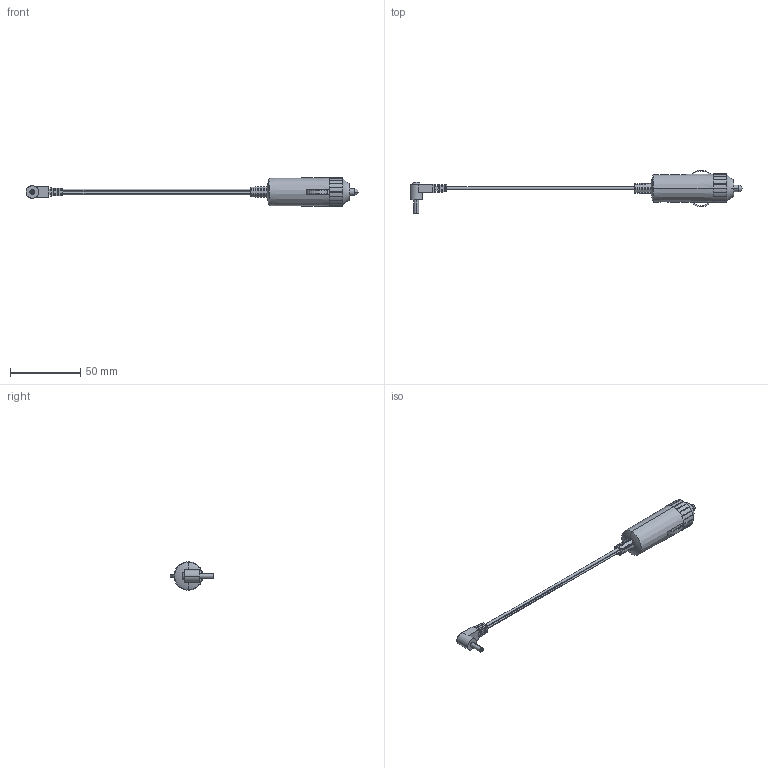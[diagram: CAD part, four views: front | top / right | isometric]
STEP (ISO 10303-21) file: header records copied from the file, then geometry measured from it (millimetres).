
FILE_DESCRIPTION (( 'STEP AP214' ), '1' );
FILE_NAME ('ZA5036.STEP', '2020-02-12T10:27:24', ( '' ), ( '' ), 'SwSTEP 2.0', 'SolidWorks 2017', '' );
FILE_SCHEMA (( 'AUTOMOTIVE_DESIGN' ));
Length unit declared in the file: millimetre
Products named in the file (1): ZA5036
Bounding box: 236.34 x 31.3 x 20.45 mm (x, y, z)
Volume: 20055.7 mm3; surface area: 8426.8 mm2
Topology: 9 solids, 9 shells, 356 faces, 1015 edges, 658 vertices
Faces by surface type: plane 263, cylinder 77, cone 10, torus 4, sphere 2
Entity records: 16004 total; most frequent: CARTESIAN_POINT 2456, ORIENTED_EDGE 2026, DIRECTION 1978, EDGE_CURVE 1013, AXIS2_PLACEMENT_3D 698, VERTEX_POINT 658, VECTOR 582, LINE 582
